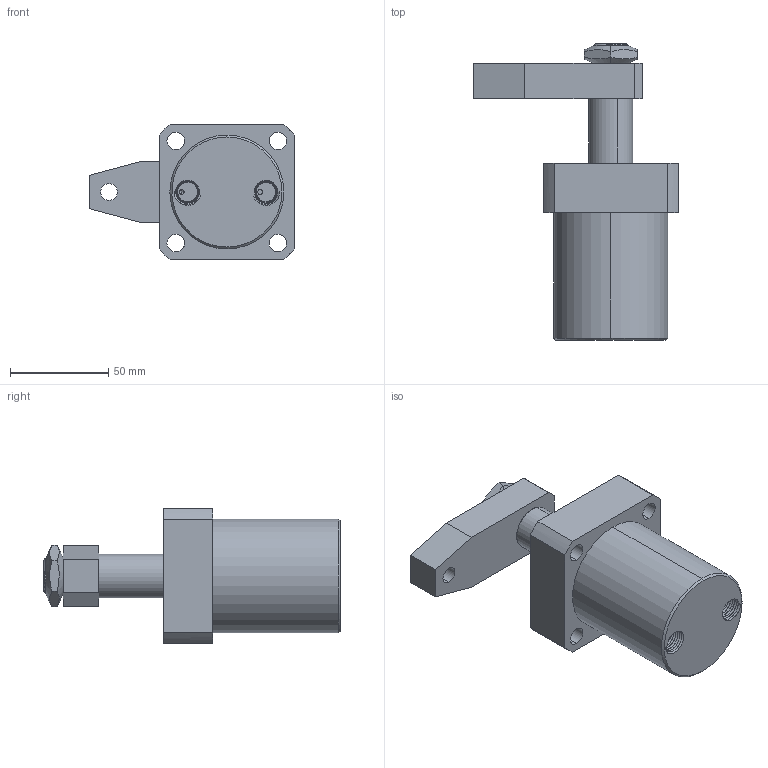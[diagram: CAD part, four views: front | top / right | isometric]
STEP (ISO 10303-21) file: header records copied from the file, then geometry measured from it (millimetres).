
FILE_DESCRIPTION (( 'STEP AP203' ), '1' );
FILE_NAME ('chs-fa40s_asm.STEP', '2019-04-19T00:58:59', ( '' ), ( '' ), 'SwSTEP 2.0', 'SolidWorks 2017', '' );
FILE_SCHEMA (( 'CONFIG_CONTROL_DESIGN' ));
Length unit declared in the file: millimetre
Products named in the file (5): CHS-FA40  BT; chs-fa40s_asm; CHS-40S-01_1; CHS-40S-02_1; M18_1
Assembly tree (4 placements, depth 2):
  chs-fa40s_asm
    CHS-40S-02_1
    CHS-40S-01_1
    M18_1
    CHS-FA40  BT
Bounding box: 104.51 x 151 x 69 mm (x, y, z)
Volume: 302849.6 mm3; surface area: 66728.4 mm2
Topology: 5 solids, 5 shells, 232 faces, 686 edges, 469 vertices
Faces by surface type: cylinder 85, cone 72, plane 48, bspline 27
Entity records: 28469 total; most frequent: CARTESIAN_POINT 22558, ORIENTED_EDGE 1356, DIRECTION 755, EDGE_CURVE 678, VERTEX_POINT 469, B_SPLINE_CURVE_WITH_KNOTS 404, AXIS2_PLACEMENT_3D 275, EDGE_LOOP 261
